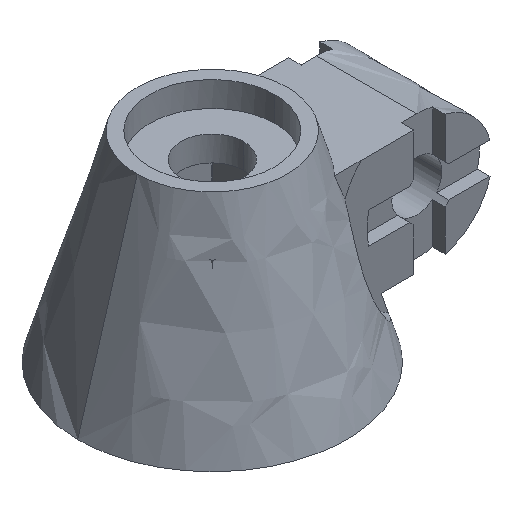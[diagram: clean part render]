
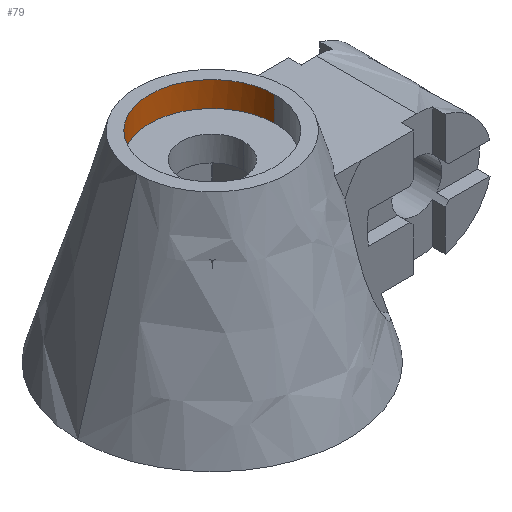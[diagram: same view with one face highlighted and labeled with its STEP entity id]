
A CAD part, isometric view. The second image highlights one B-rep face of the part: STEP entity #79.
In plain terms, the highlighted free-form (B-spline) face has degree [1, 2] with [2, 5] control points.
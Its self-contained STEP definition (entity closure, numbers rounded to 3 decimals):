
#79=ADVANCED_FACE('',(#143),#2432,.T.);
#143=FACE_OUTER_BOUND('',#212,.T.);
#212=EDGE_LOOP('',(#556,#557,#558,#559));
#556=ORIENTED_EDGE('',*,*,#1703,.F.);
#557=ORIENTED_EDGE('',*,*,#1698,.F.);
#558=ORIENTED_EDGE('',*,*,#1702,.F.);
#559=ORIENTED_EDGE('',*,*,#1697,.F.);
#616=(
BOUNDED_CURVE()
B_SPLINE_CURVE(2,(#3189,#3190,#3191,#3192,#3193),.UNSPECIFIED.,.F.,.F.)
B_SPLINE_CURVE_WITH_KNOTS((3,2,3),(-0.016,-0.008,
0.),.UNSPECIFIED.)
CURVE()
GEOMETRIC_REPRESENTATION_ITEM()
RATIONAL_B_SPLINE_CURVE((1.,0.707,1.,0.707,1.))
REPRESENTATION_ITEM('')
);
#617=(
BOUNDED_CURVE()
B_SPLINE_CURVE(2,(#3194,#3195,#3196,#3197,#3198),.UNSPECIFIED.,.F.,.F.)
B_SPLINE_CURVE_WITH_KNOTS((3,2,3),(-0.016,-0.008,
0.),.UNSPECIFIED.)
CURVE()
GEOMETRIC_REPRESENTATION_ITEM()
RATIONAL_B_SPLINE_CURVE((1.,0.707,1.,0.707,1.))
REPRESENTATION_ITEM('')
);
#618=(
BOUNDED_CURVE()
B_SPLINE_CURVE(2,(#3199,#3200,#3201,#3202,#3203),.UNSPECIFIED.,.F.,.F.)
B_SPLINE_CURVE_WITH_KNOTS((3,2,3),(0.,0.008,0.016),
 .UNSPECIFIED.)
CURVE()
GEOMETRIC_REPRESENTATION_ITEM()
RATIONAL_B_SPLINE_CURVE((1.,0.707,1.,0.707,1.))
REPRESENTATION_ITEM('')
);
#619=(
BOUNDED_CURVE()
B_SPLINE_CURVE(2,(#3204,#3205,#3206,#3207,#3208),.UNSPECIFIED.,.F.,.F.)
B_SPLINE_CURVE_WITH_KNOTS((3,2,3),(0.,0.008,0.016),
 .UNSPECIFIED.)
CURVE()
GEOMETRIC_REPRESENTATION_ITEM()
RATIONAL_B_SPLINE_CURVE((1.,0.707,1.,0.707,1.))
REPRESENTATION_ITEM('')
);
#752=PCURVE('',#2438,#1130);
#753=PCURVE('',#2439,#1131);
#758=PCURVE('',#2419,#1136);
#760=PCURVE('',#2419,#1138);
#1068=PCURVE('',#2432,#1446);
#1069=PCURVE('',#2432,#1447);
#1070=PCURVE('',#2432,#1448);
#1071=PCURVE('',#2432,#1449);
#1130=DEFINITIONAL_REPRESENTATION('',(#617),#4908);
#1131=DEFINITIONAL_REPRESENTATION('',(#619),#4908);
#1136=DEFINITIONAL_REPRESENTATION('',(#1890),#4908);
#1138=DEFINITIONAL_REPRESENTATION('',(#1893),#4908);
#1446=DEFINITIONAL_REPRESENTATION('',(#2257),#4908);
#1447=DEFINITIONAL_REPRESENTATION('',(#2258),#4908);
#1448=DEFINITIONAL_REPRESENTATION('',(#2259),#4908);
#1449=DEFINITIONAL_REPRESENTATION('',(#2260),#4908);
#1508=SURFACE_CURVE('',#616,(#752,#1071),.PCURVE_S1.);
#1509=SURFACE_CURVE('',#618,(#753,#1069),.PCURVE_S1.);
#1513=SURFACE_CURVE('',#1889,(#758,#1070),.PCURVE_S1.);
#1514=SURFACE_CURVE('',#1892,(#760,#1068),.PCURVE_S1.);
#1697=EDGE_CURVE('',#2411,#2304,#1508,.T.);
#1698=EDGE_CURVE('',#2303,#2412,#1509,.T.);
#1702=EDGE_CURVE('',#2304,#2303,#1513,.T.);
#1703=EDGE_CURVE('',#2412,#2411,#1514,.T.);
#1889=B_SPLINE_CURVE_WITH_KNOTS('',1,(#3241,#3242),.UNSPECIFIED.,.F.,.F.,
(2,2),(0.009,0.011),.UNSPECIFIED.);
#1890=B_SPLINE_CURVE_WITH_KNOTS('',1,(#3243,#3244),.UNSPECIFIED.,.F.,.F.,
(2,2),(0.009,0.011),.UNSPECIFIED.);
#1892=B_SPLINE_CURVE_WITH_KNOTS('',1,(#3247,#3248),.UNSPECIFIED.,.F.,.F.,
(2,2),(-0.011,-0.009),.UNSPECIFIED.);
#1893=B_SPLINE_CURVE_WITH_KNOTS('',1,(#3249,#3250),.UNSPECIFIED.,.F.,.F.,
(2,2),(-0.011,-0.009),.UNSPECIFIED.);
#2257=B_SPLINE_CURVE_WITH_KNOTS('',1,(#4689,#4690),.UNSPECIFIED.,.F.,.F.,
(2,2),(-0.011,-0.009),.UNSPECIFIED.);
#2258=B_SPLINE_CURVE_WITH_KNOTS('',1,(#4691,#4692),.UNSPECIFIED.,.F.,.F.,
(2,2),(0.,0.016),.UNSPECIFIED.);
#2259=B_SPLINE_CURVE_WITH_KNOTS('',1,(#4693,#4694),.UNSPECIFIED.,.F.,.F.,
(2,2),(0.009,0.011),.UNSPECIFIED.);
#2260=B_SPLINE_CURVE_WITH_KNOTS('',1,(#4695,#4696),.UNSPECIFIED.,.F.,.F.,
(2,2),(-0.016,0.),.UNSPECIFIED.);
#2303=VERTEX_POINT('',#2935);
#2304=VERTEX_POINT('',#2936);
#2411=VERTEX_POINT('',#3043);
#2412=VERTEX_POINT('',#3044);
#2419=(
BOUNDED_SURFACE()
B_SPLINE_SURFACE(1,2,((#2593,#2594,#2595,#2596,#2597),(#2598,#2599,#2600,
#2601,#2602)),.UNSPECIFIED.,.F.,.F.,.F.)
B_SPLINE_SURFACE_WITH_KNOTS((2,2),(3,2,3),(0.,0.011),(-0.031,
-0.024,-0.016),.UNSPECIFIED.)
GEOMETRIC_REPRESENTATION_ITEM()
RATIONAL_B_SPLINE_SURFACE(((1.,0.707,1.,0.707,1.),
(1.,0.707,1.,0.707,1.)))
REPRESENTATION_ITEM('')
SURFACE()
);
#2432=(
BOUNDED_SURFACE()
B_SPLINE_SURFACE(1,2,((#2887,#2888,#2889,#2890,#2891),(#2892,#2893,#2894,
#2895,#2896)),.UNSPECIFIED.,.F.,.F.,.F.)
B_SPLINE_SURFACE_WITH_KNOTS((2,2),(3,2,3),(0.,0.011),(-0.016,
-0.008,0.),.UNSPECIFIED.)
GEOMETRIC_REPRESENTATION_ITEM()
RATIONAL_B_SPLINE_SURFACE(((1.,0.707,1.,0.707,1.),
(1.,0.707,1.,0.707,1.)))
REPRESENTATION_ITEM('')
SURFACE()
);
#2438=B_SPLINE_SURFACE_WITH_KNOTS('',1,1,((#2585,#2586),(#2587,#2588)),
 .UNSPECIFIED.,.F.,.F.,.F.,(2,2),(2,2),(-0.016,0.016),
(-0.022,0.01),.UNSPECIFIED.);
#2439=B_SPLINE_SURFACE_WITH_KNOTS('',1,1,((#2589,#2590),(#2591,#2592)),
 .UNSPECIFIED.,.F.,.F.,.F.,(2,2),(2,2),(-0.02,0.01),(-0.015,
0.015),.UNSPECIFIED.);
#2585=CARTESIAN_POINT('',(-5.25,26.75,16.));
#2586=CARTESIAN_POINT('',(26.75,26.75,16.));
#2587=CARTESIAN_POINT('',(-5.25,-5.25,16.));
#2588=CARTESIAN_POINT('',(26.75,-5.25,16.));
#2589=CARTESIAN_POINT('',(-4.25,-4.25,14.));
#2590=CARTESIAN_POINT('',(-4.25,25.75,14.));
#2591=CARTESIAN_POINT('',(25.75,-4.25,14.));
#2592=CARTESIAN_POINT('',(25.75,25.75,14.));
#2593=CARTESIAN_POINT('',(15.75,10.75,24.593));
#2594=CARTESIAN_POINT('',(15.75,5.75,24.593));
#2595=CARTESIAN_POINT('',(10.75,5.75,24.593));
#2596=CARTESIAN_POINT('',(5.75,5.75,24.593));
#2597=CARTESIAN_POINT('',(5.75,10.75,24.593));
#2598=CARTESIAN_POINT('',(15.75,10.75,14.));
#2599=CARTESIAN_POINT('',(15.75,5.75,14.));
#2600=CARTESIAN_POINT('',(10.75,5.75,14.));
#2601=CARTESIAN_POINT('',(5.75,5.75,14.));
#2602=CARTESIAN_POINT('',(5.75,10.75,14.));
#2887=CARTESIAN_POINT('',(5.75,10.75,24.593));
#2888=CARTESIAN_POINT('',(5.75,15.75,24.593));
#2889=CARTESIAN_POINT('',(10.75,15.75,24.593));
#2890=CARTESIAN_POINT('',(15.75,15.75,24.593));
#2891=CARTESIAN_POINT('',(15.75,10.75,24.593));
#2892=CARTESIAN_POINT('',(5.75,10.75,14.));
#2893=CARTESIAN_POINT('',(5.75,15.75,14.));
#2894=CARTESIAN_POINT('',(10.75,15.75,14.));
#2895=CARTESIAN_POINT('',(15.75,15.75,14.));
#2896=CARTESIAN_POINT('',(15.75,10.75,14.));
#2935=CARTESIAN_POINT('',(15.75,10.75,14.));
#2936=CARTESIAN_POINT('',(15.75,10.75,16.));
#3043=CARTESIAN_POINT('',(5.75,10.75,16.));
#3044=CARTESIAN_POINT('',(5.75,10.75,14.));
#3189=CARTESIAN_POINT('',(5.75,10.75,16.));
#3190=CARTESIAN_POINT('',(5.75,15.75,16.));
#3191=CARTESIAN_POINT('',(10.75,15.75,16.));
#3192=CARTESIAN_POINT('',(15.75,15.75,16.));
#3193=CARTESIAN_POINT('',(15.75,10.75,16.));
#3194=CARTESIAN_POINT('',(0.,-0.011));
#3195=CARTESIAN_POINT('',(-0.005,-0.011));
#3196=CARTESIAN_POINT('',(-0.005,-0.006));
#3197=CARTESIAN_POINT('',(-0.005,-0.001));
#3198=CARTESIAN_POINT('',(0.,-0.001));
#3199=CARTESIAN_POINT('',(15.75,10.75,14.));
#3200=CARTESIAN_POINT('',(15.75,15.75,14.));
#3201=CARTESIAN_POINT('',(10.75,15.75,14.));
#3202=CARTESIAN_POINT('',(5.75,15.75,14.));
#3203=CARTESIAN_POINT('',(5.75,10.75,14.));
#3204=CARTESIAN_POINT('',(0.,0.));
#3205=CARTESIAN_POINT('',(0.,0.005));
#3206=CARTESIAN_POINT('',(-0.005,0.005));
#3207=CARTESIAN_POINT('',(-0.01,0.005));
#3208=CARTESIAN_POINT('',(-0.01,0.));
#3241=CARTESIAN_POINT('',(15.75,10.75,16.));
#3242=CARTESIAN_POINT('',(15.75,10.75,14.));
#3243=CARTESIAN_POINT('',(0.009,-0.031));
#3244=CARTESIAN_POINT('',(0.011,-0.031));
#3247=CARTESIAN_POINT('',(5.75,10.75,14.));
#3248=CARTESIAN_POINT('',(5.75,10.75,16.));
#3249=CARTESIAN_POINT('',(0.011,-0.016));
#3250=CARTESIAN_POINT('',(0.009,-0.016));
#4689=CARTESIAN_POINT('',(0.011,-0.016));
#4690=CARTESIAN_POINT('',(0.009,-0.016));
#4691=CARTESIAN_POINT('',(0.011,0.));
#4692=CARTESIAN_POINT('',(0.011,-0.016));
#4693=CARTESIAN_POINT('',(0.009,0.));
#4694=CARTESIAN_POINT('',(0.011,0.));
#4695=CARTESIAN_POINT('',(0.009,-0.016));
#4696=CARTESIAN_POINT('',(0.009,0.));
#4908=(
GEOMETRIC_REPRESENTATION_CONTEXT(2)
PARAMETRIC_REPRESENTATION_CONTEXT()
REPRESENTATION_CONTEXT('pspace','')
);
